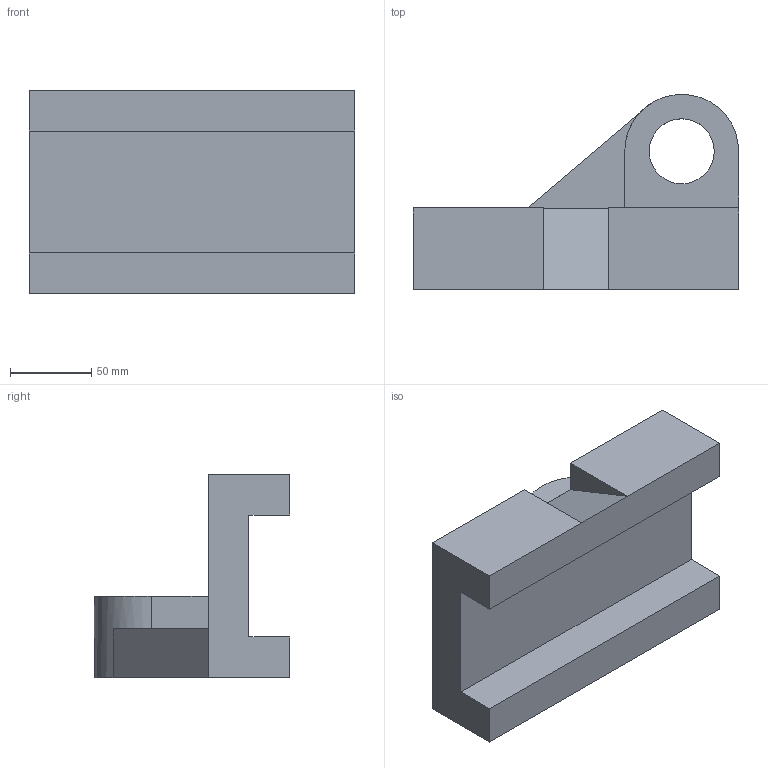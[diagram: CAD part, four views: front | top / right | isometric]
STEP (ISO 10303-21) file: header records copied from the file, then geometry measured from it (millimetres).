
FILE_DESCRIPTION (( 'STEP AP214' ), '1' );
FILE_NAME ('Part1.STEP', '2025-03-03T12:44:26', ( '' ), ( '' ), 'SwSTEP 2.0', 'SolidWorks 2024', '' );
FILE_SCHEMA (( 'AUTOMOTIVE_DESIGN' ));
Length unit declared in the file: millimetre
Products named in the file (1): Part1
Bounding box: 200 x 120 x 125 mm (x, y, z)
Volume: 1057594.6 mm3; surface area: 109326.9 mm2
Topology: 1 solids, 1 shells, 21 faces, 55 edges, 36 vertices
Faces by surface type: plane 18, cylinder 3
Entity records: 667 total; most frequent: CARTESIAN_POINT 113, ORIENTED_EDGE 110, DIRECTION 106, EDGE_CURVE 55, LINE 48, VECTOR 48, VERTEX_POINT 36, AXIS2_PLACEMENT_3D 29
